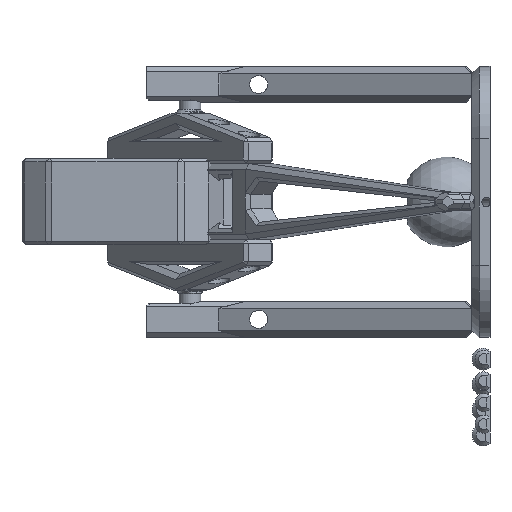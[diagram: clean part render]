
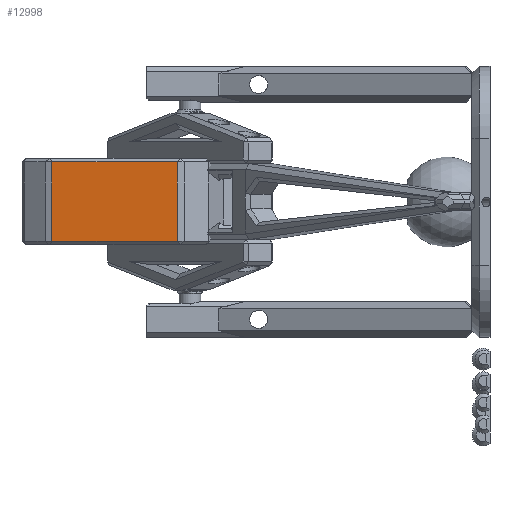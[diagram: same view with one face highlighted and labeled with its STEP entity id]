
A CAD part, left-side view. The second image highlights one B-rep face of the part: STEP entity #12998.
In plain terms, the highlighted face is planar.
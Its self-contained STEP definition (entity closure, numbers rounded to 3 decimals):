
#1626=LINE('',#22154,#3107);
#1634=LINE('',#22170,#3115);
#1636=LINE('',#22173,#3117);
#1645=LINE('',#22191,#3126);
#3107=VECTOR('',#16674,10.);
#3115=VECTOR('',#16690,10.);
#3117=VECTOR('',#16694,10.);
#3126=VECTOR('',#16717,10.);
#3927=PLANE('',#14119);
#4590=FACE_OUTER_BOUND('',#5369,.T.);
#5369=EDGE_LOOP('',(#11195,#11196,#11197,#11198));
#6540=VERTEX_POINT('',#22143);
#6541=VERTEX_POINT('',#22147);
#6543=VERTEX_POINT('',#22158);
#6546=VERTEX_POINT('',#22166);
#8142=EDGE_CURVE('',#6541,#6540,#1626,.T.);
#8150=EDGE_CURVE('',#6543,#6546,#1634,.T.);
#8152=EDGE_CURVE('',#6546,#6541,#1636,.T.);
#8161=EDGE_CURVE('',#6540,#6543,#1645,.T.);
#11195=ORIENTED_EDGE('',*,*,#8150,.F.);
#11196=ORIENTED_EDGE('',*,*,#8161,.F.);
#11197=ORIENTED_EDGE('',*,*,#8142,.F.);
#11198=ORIENTED_EDGE('',*,*,#8152,.F.);
#12998=ADVANCED_FACE('',(#4590),#3927,.T.);
#14119=AXIS2_PLACEMENT_3D('',#22198,#16728,#16729);
#16674=DIRECTION('',(0.,0.,1.));
#16690=DIRECTION('',(0.,0.,-1.));
#16694=DIRECTION('',(-1.,0.,0.));
#16717=DIRECTION('',(1.,0.,0.));
#16728=DIRECTION('center_axis',(0.,-1.,0.));
#16729=DIRECTION('ref_axis',(1.,0.,0.));
#22143=CARTESIAN_POINT('',(87.,44.1,-26.5));
#22147=CARTESIAN_POINT('',(87.,44.1,-48.5));
#22154=CARTESIAN_POINT('',(87.,44.1,-48.));
#22158=CARTESIAN_POINT('',(122.,44.1,-26.5));
#22166=CARTESIAN_POINT('',(122.,44.1,-48.5));
#22170=CARTESIAN_POINT('',(122.,44.1,-48.));
#22173=CARTESIAN_POINT('',(95.25,44.1,-48.5));
#22191=CARTESIAN_POINT('',(95.25,44.1,-26.5));
#22198=CARTESIAN_POINT('Origin',(86.,44.1,-48.));
